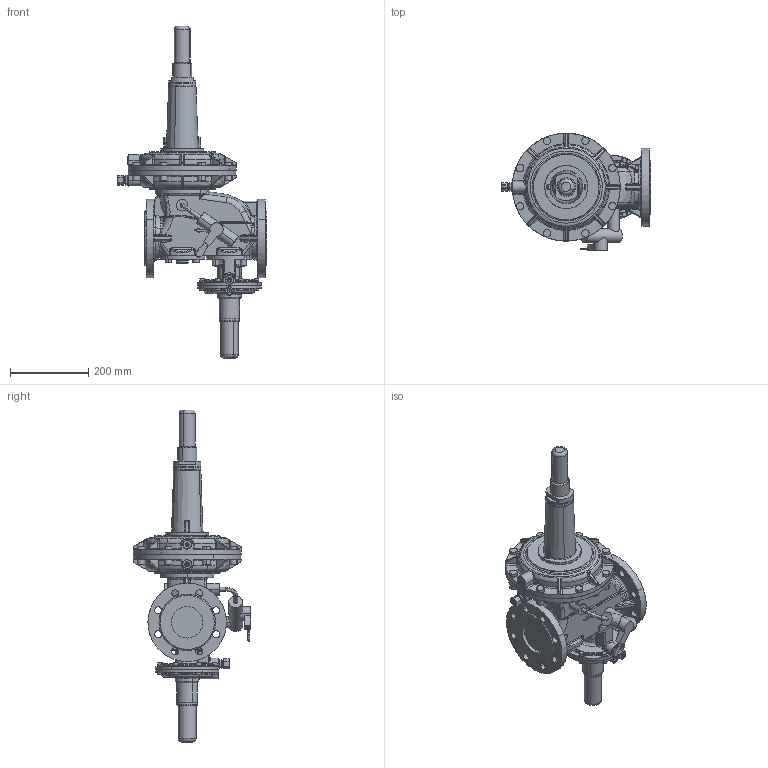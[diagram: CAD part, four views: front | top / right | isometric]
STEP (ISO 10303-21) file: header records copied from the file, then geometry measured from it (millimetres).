
FILE_DESCRIPTION(('CATIA V5 STEP'),'2;1');
FILE_NAME('RS 250 DN 080-275-HDS-links.stp','2014-03-28T09:10:41+00:00',('none'),('none'),'CATIA Version 5 Release 19 SP 9 (IN-10)','CATIA V5 STEP AP203 Edition 2','none');
FILE_SCHEMA(('AP203_CONFIGURATION_CONTROLLED_3D_DESIGN_OF_MECHANICAL_PARTS_AND_ASSEMBLIES_MIM_LF { 1 0 10303 403 2 1 2}'));
Products named in the file (5): RS 250 DN 080-275 HDS links; Product1_AllCATPart; Produkt1; 8630H1; 8630H
Assembly tree (4 placements, depth 3):
  RS 250 DN 080-275 HDS links
    Product1_AllCATPart
    Produkt1
      8630H1
      8630H
Bounding box: 380.3 x 299.5 x 846 mm (x, y, z)
Volume: 11828087.7 mm3; surface area: 709530.9 mm2
Topology: 3 solids, 19 shells, 1980 faces, 4875 edges, 2877 vertices
Faces by surface type: cylinder 703, torus 451, plane 349, bspline 289, cone 105, sphere 68, revolution 11, extrusion 4
Entity records: 81230 total; most frequent: CARTESIAN_POINT 40637, ORIENTED_EDGE 9522, DIRECTION 6042, EDGE_CURVE 4761, AXIS2_PLACEMENT_3D 3505, VERTEX_POINT 2877, CIRCLE 2159, EDGE_LOOP 2082
